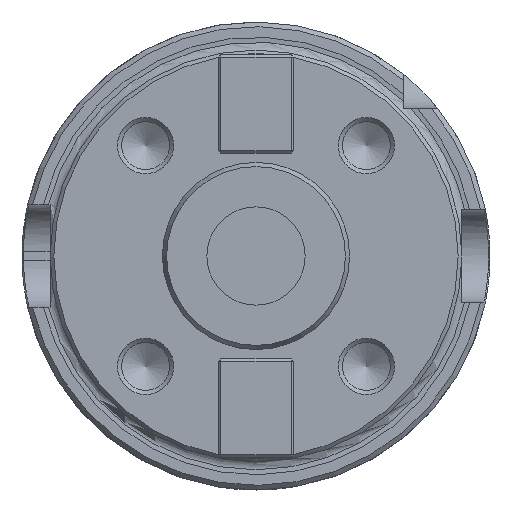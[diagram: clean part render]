
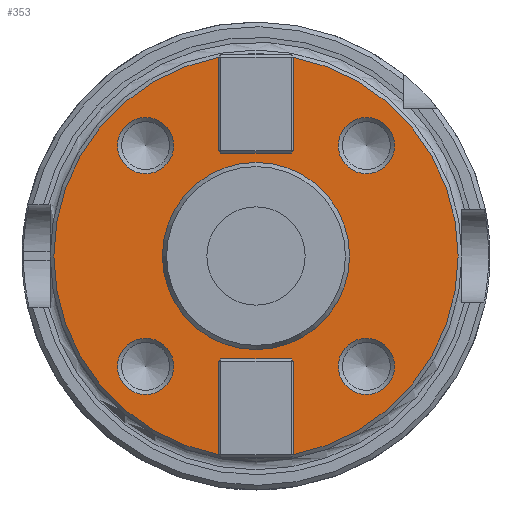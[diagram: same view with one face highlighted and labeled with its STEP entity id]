
A CAD part, left-side view. The second image highlights one B-rep face of the part: STEP entity #353.
In plain terms, the highlighted planar face has unit normal (-1, 0, 0).
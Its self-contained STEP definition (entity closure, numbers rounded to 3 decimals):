
#73=FACE_BOUND('',#670,.T.);
#74=FACE_BOUND('',#671,.T.);
#75=FACE_BOUND('',#672,.T.);
#76=FACE_BOUND('',#673,.T.);
#77=FACE_BOUND('',#674,.T.);
#78=FACE_BOUND('',#675,.T.);
#353=ADVANCED_FACE('',(#73,#74,#75,#76,#77,#78),#443,.F.);
#443=PLANE('',#2346);
#670=EDGE_LOOP('',(#1392));
#671=EDGE_LOOP('',(#1393));
#672=EDGE_LOOP('',(#1394));
#673=EDGE_LOOP('',(#1395));
#674=EDGE_LOOP('',(#1396));
#675=EDGE_LOOP('',(#1397,#1398,#1399,#1400,#1401,#1402,#1403,#1404,#1405,
#1406,#1407,#1408));
#809=LINE('',#4213,#934);
#810=LINE('',#4216,#935);
#811=LINE('',#4217,#936);
#812=LINE('',#4219,#937);
#813=LINE('',#4221,#938);
#814=LINE('',#4223,#939);
#815=LINE('',#4225,#940);
#816=LINE('',#4226,#941);
#817=LINE('',#4228,#942);
#818=LINE('',#4230,#943);
#934=VECTOR('',#2763,1.);
#935=VECTOR('',#2764,1.);
#936=VECTOR('',#2765,1.);
#937=VECTOR('',#2766,1.);
#938=VECTOR('',#2767,1.);
#939=VECTOR('',#2768,1.);
#940=VECTOR('',#2769,1.);
#941=VECTOR('',#2770,1.);
#942=VECTOR('',#2771,1.);
#943=VECTOR('',#2772,1.);
#1392=ORIENTED_EDGE('',*,*,#2025,.F.);
#1393=ORIENTED_EDGE('',*,*,#2026,.T.);
#1394=ORIENTED_EDGE('',*,*,#2027,.T.);
#1395=ORIENTED_EDGE('',*,*,#2028,.T.);
#1396=ORIENTED_EDGE('',*,*,#2029,.T.);
#1397=ORIENTED_EDGE('',*,*,#2030,.T.);
#1398=ORIENTED_EDGE('',*,*,#2031,.T.);
#1399=ORIENTED_EDGE('',*,*,#2023,.T.);
#1400=ORIENTED_EDGE('',*,*,#2032,.T.);
#1401=ORIENTED_EDGE('',*,*,#2033,.T.);
#1402=ORIENTED_EDGE('',*,*,#2034,.T.);
#1403=ORIENTED_EDGE('',*,*,#2035,.T.);
#1404=ORIENTED_EDGE('',*,*,#2036,.T.);
#1405=ORIENTED_EDGE('',*,*,#2016,.T.);
#1406=ORIENTED_EDGE('',*,*,#2037,.T.);
#1407=ORIENTED_EDGE('',*,*,#2038,.T.);
#1408=ORIENTED_EDGE('',*,*,#2039,.T.);
#1748=VERTEX_POINT('',#4164);
#1749=VERTEX_POINT('',#4166);
#1754=VERTEX_POINT('',#4195);
#1755=VERTEX_POINT('',#4197);
#1756=VERTEX_POINT('',#4204);
#1757=VERTEX_POINT('',#4206);
#1758=VERTEX_POINT('',#4208);
#1759=VERTEX_POINT('',#4210);
#1760=VERTEX_POINT('',#4212);
#1761=VERTEX_POINT('',#4214);
#1762=VERTEX_POINT('',#4215);
#1763=VERTEX_POINT('',#4218);
#1764=VERTEX_POINT('',#4220);
#1765=VERTEX_POINT('',#4222);
#1766=VERTEX_POINT('',#4224);
#1767=VERTEX_POINT('',#4227);
#1768=VERTEX_POINT('',#4229);
#2016=EDGE_CURVE('',#1749,#1748,#2172,.T.);
#2023=EDGE_CURVE('',#1755,#1754,#2173,.T.);
#2025=EDGE_CURVE('',#1756,#1756,#2174,.T.);
#2026=EDGE_CURVE('',#1757,#1757,#2175,.T.);
#2027=EDGE_CURVE('',#1758,#1758,#2176,.T.);
#2028=EDGE_CURVE('',#1759,#1759,#2177,.T.);
#2029=EDGE_CURVE('',#1760,#1760,#2178,.T.);
#2030=EDGE_CURVE('',#1761,#1762,#809,.T.);
#2031=EDGE_CURVE('',#1762,#1755,#810,.T.);
#2032=EDGE_CURVE('',#1754,#1763,#811,.T.);
#2033=EDGE_CURVE('',#1763,#1764,#812,.T.);
#2034=EDGE_CURVE('',#1764,#1765,#813,.T.);
#2035=EDGE_CURVE('',#1765,#1766,#814,.T.);
#2036=EDGE_CURVE('',#1766,#1749,#815,.T.);
#2037=EDGE_CURVE('',#1748,#1767,#816,.T.);
#2038=EDGE_CURVE('',#1767,#1768,#817,.T.);
#2039=EDGE_CURVE('',#1768,#1761,#818,.T.);
#2172=CIRCLE('',#2338,43.2);
#2173=CIRCLE('',#2339,43.2);
#2174=CIRCLE('',#2341,20.);
#2175=CIRCLE('',#2342,6.);
#2176=CIRCLE('',#2343,6.);
#2177=CIRCLE('',#2344,6.);
#2178=CIRCLE('',#2345,6.);
#2338=AXIS2_PLACEMENT_3D('',#4165,#2747,#2748);
#2339=AXIS2_PLACEMENT_3D('',#4196,#2749,#2750);
#2341=AXIS2_PLACEMENT_3D('',#4203,#2753,#2754);
#2342=AXIS2_PLACEMENT_3D('',#4205,#2755,#2756);
#2343=AXIS2_PLACEMENT_3D('',#4207,#2757,#2758);
#2344=AXIS2_PLACEMENT_3D('',#4209,#2759,#2760);
#2345=AXIS2_PLACEMENT_3D('',#4211,#2761,#2762);
#2346=AXIS2_PLACEMENT_3D('',#4231,#2773,#2774);
#2747=DIRECTION('',(-1.,0.,0.));
#2748=DIRECTION('',(0.,0.,-1.));
#2749=DIRECTION('',(-1.,0.,0.));
#2750=DIRECTION('',(0.,0.,-1.));
#2753=DIRECTION('',(-1.,0.,0.));
#2754=DIRECTION('',(0.,0.,-1.));
#2755=DIRECTION('',(1.,0.,0.));
#2756=DIRECTION('',(0.,0.,-1.));
#2757=DIRECTION('',(1.,0.,0.));
#2758=DIRECTION('',(0.,0.,-1.));
#2759=DIRECTION('',(1.,0.,0.));
#2760=DIRECTION('',(0.,0.,-1.));
#2761=DIRECTION('',(1.,0.,0.));
#2762=DIRECTION('',(0.,0.,-1.));
#2763=DIRECTION('',(0.,-0.707,-0.707));
#2764=DIRECTION('',(0.,0.,-1.));
#2765=DIRECTION('',(0.,0.,-1.));
#2766=DIRECTION('',(0.,0.707,-0.707));
#2767=DIRECTION('',(0.,1.,0.));
#2768=DIRECTION('',(0.,0.707,0.707));
#2769=DIRECTION('',(0.,0.,1.));
#2770=DIRECTION('',(0.,0.,1.));
#2771=DIRECTION('',(0.,-0.707,0.707));
#2772=DIRECTION('',(0.,-1.,0.));
#2773=DIRECTION('',(1.,0.,0.));
#2774=DIRECTION('',(0.,0.,-1.));
#4164=CARTESIAN_POINT('',(27.,8.,-42.453));
#4165=CARTESIAN_POINT('',(27.,0.,0.));
#4166=CARTESIAN_POINT('',(27.,8.,42.453));
#4195=CARTESIAN_POINT('',(27.,-8.,42.453));
#4196=CARTESIAN_POINT('',(27.,0.,0.));
#4197=CARTESIAN_POINT('',(27.,-8.,-42.453));
#4203=CARTESIAN_POINT('',(27.,0.,0.));
#4204=CARTESIAN_POINT('',(27.,0.,-20.));
#4205=CARTESIAN_POINT('',(27.,-23.582,23.582));
#4206=CARTESIAN_POINT('',(27.,-23.582,17.582));
#4207=CARTESIAN_POINT('',(27.,23.582,23.582));
#4208=CARTESIAN_POINT('',(27.,23.582,17.582));
#4209=CARTESIAN_POINT('',(27.,23.582,-23.582));
#4210=CARTESIAN_POINT('',(27.,23.582,-29.582));
#4211=CARTESIAN_POINT('',(27.,-23.582,-23.582));
#4212=CARTESIAN_POINT('',(27.,-23.582,-29.582));
#4213=CARTESIAN_POINT('',(27.,17.968,3.468));
#4214=CARTESIAN_POINT('',(27.,-7.5,-22.));
#4215=CARTESIAN_POINT('',(27.,-8.,-22.5));
#4216=CARTESIAN_POINT('',(27.,-8.,21.435));
#4217=CARTESIAN_POINT('',(27.,-8.,21.435));
#4218=CARTESIAN_POINT('',(27.,-8.,22.5));
#4219=CARTESIAN_POINT('',(27.,-3.468,17.968));
#4220=CARTESIAN_POINT('',(27.,-7.5,22.));
#4221=CARTESIAN_POINT('',(27.,0.,22.));
#4222=CARTESIAN_POINT('',(27.,7.5,22.));
#4223=CARTESIAN_POINT('',(27.,3.468,17.968));
#4224=CARTESIAN_POINT('',(27.,8.,22.5));
#4225=CARTESIAN_POINT('',(27.,8.,21.435));
#4226=CARTESIAN_POINT('',(27.,8.,21.435));
#4227=CARTESIAN_POINT('',(27.,8.,-22.5));
#4228=CARTESIAN_POINT('',(27.,-17.968,3.468));
#4229=CARTESIAN_POINT('',(27.,7.5,-22.));
#4230=CARTESIAN_POINT('',(27.,0.,-22.));
#4231=CARTESIAN_POINT('',(27.,0.,21.435));
